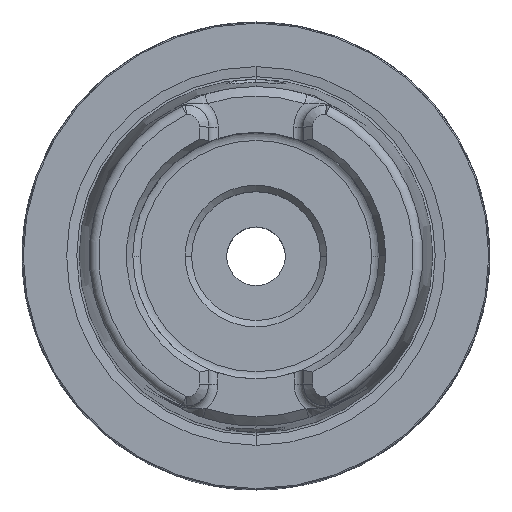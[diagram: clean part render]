
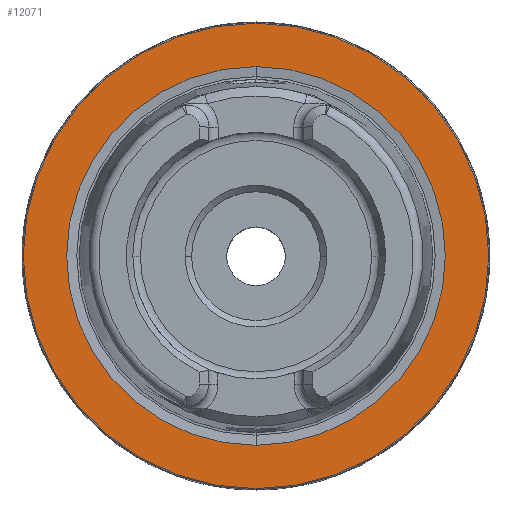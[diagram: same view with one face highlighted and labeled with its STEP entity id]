
A CAD part, top view. The second image highlights one B-rep face of the part: STEP entity #12071.
In plain terms, the highlighted planar face has unit normal (0, 0, 1).
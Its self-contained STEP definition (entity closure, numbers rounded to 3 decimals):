
#430 = DIRECTION ( 'NONE',  ( 0., 0., 1. ) ) ;
#1242 = EDGE_CURVE ( 'NONE', #5723, #3857, #2884, .T. ) ;
#1424 = AXIS2_PLACEMENT_3D ( 'NONE', #9777, #2910, #10932 ) ;
#1967 = EDGE_LOOP ( 'NONE', ( #2141, #7045 ) ) ;
#2141 = ORIENTED_EDGE ( 'NONE', *, *, #3677, .T. ) ;
#2613 = VERTEX_POINT ( 'NONE', #10005 ) ;
#2884 = CIRCLE ( 'NONE', #5458, 16.169 ) ;
#2910 = DIRECTION ( 'NONE',  ( 0., 0., -1. ) ) ;
#2980 = CARTESIAN_POINT ( 'NONE',  ( 0., 0., 0. ) ) ;
#3325 = AXIS2_PLACEMENT_3D ( 'NONE', #7290, #430, #8454 ) ;
#3677 = EDGE_CURVE ( 'NONE', #5081, #2613, #4977, .T. ) ;
#3857 = VERTEX_POINT ( 'NONE', #5235 ) ;
#4043 = AXIS2_PLACEMENT_3D ( 'NONE', #4180, #12235, #5326 ) ;
#4127 = DIRECTION ( 'NONE',  ( 0., -1., 0. ) ) ;
#4180 = CARTESIAN_POINT ( 'NONE',  ( 0., 19.975, 0. ) ) ;
#4977 = CIRCLE ( 'NONE', #3325, 19.875 ) ;
#5081 = VERTEX_POINT ( 'NONE', #11392 ) ;
#5235 = CARTESIAN_POINT ( 'NONE',  ( 0., 16.169, 0. ) ) ;
#5326 = DIRECTION ( 'NONE',  ( 0., -1., 0. ) ) ;
#5390 = FACE_OUTER_BOUND ( 'NONE', #1967, .T. ) ;
#5458 = AXIS2_PLACEMENT_3D ( 'NONE', #5773, #6019, #6002 ) ;
#5723 = VERTEX_POINT ( 'NONE', #14621 ) ;
#5773 = CARTESIAN_POINT ( 'NONE',  ( 0., 0., 0. ) ) ;
#6002 = DIRECTION ( 'NONE',  ( 0., 1., 0. ) ) ;
#6019 = DIRECTION ( 'NONE',  ( 0., 0., -1. ) ) ;
#6424 = EDGE_CURVE ( 'NONE', #2613, #5081, #9107, .T. ) ;
#6430 = PLANE ( 'NONE',  #4043 ) ;
#6971 = EDGE_CURVE ( 'NONE', #3857, #5723, #14551, .T. ) ;
#7045 = ORIENTED_EDGE ( 'NONE', *, *, #6424, .T. ) ;
#7047 = ORIENTED_EDGE ( 'NONE', *, *, #6971, .T. ) ;
#7153 = AXIS2_PLACEMENT_3D ( 'NONE', #2980, #10994, #4127 ) ;
#7290 = CARTESIAN_POINT ( 'NONE',  ( 0., 0., 0. ) ) ;
#8089 = FACE_BOUND ( 'NONE', #12724, .T. ) ;
#8454 = DIRECTION ( 'NONE',  ( 0., -1., 0. ) ) ;
#9107 = CIRCLE ( 'NONE', #7153, 19.875 ) ;
#9777 = CARTESIAN_POINT ( 'NONE',  ( 0., 0., 0. ) ) ;
#10005 = CARTESIAN_POINT ( 'NONE',  ( 0., 19.875, 0. ) ) ;
#10932 = DIRECTION ( 'NONE',  ( 0., 1., 0. ) ) ;
#10994 = DIRECTION ( 'NONE',  ( 0., 0., 1. ) ) ;
#11392 = CARTESIAN_POINT ( 'NONE',  ( 0., -19.875, 0. ) ) ;
#12071 = ADVANCED_FACE ( 'NONE', ( #5390, #8089 ), #6430, .T. ) ;
#12235 = DIRECTION ( 'NONE',  ( 0., 0., 1. ) ) ;
#12479 = ORIENTED_EDGE ( 'NONE', *, *, #1242, .T. ) ;
#12724 = EDGE_LOOP ( 'NONE', ( #12479, #7047 ) ) ;
#14551 = CIRCLE ( 'NONE', #1424, 16.169 ) ;
#14621 = CARTESIAN_POINT ( 'NONE',  ( 0., -16.169, 0. ) ) ;
